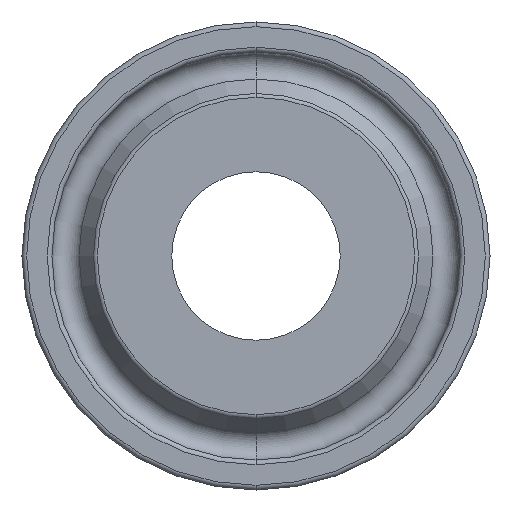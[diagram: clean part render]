
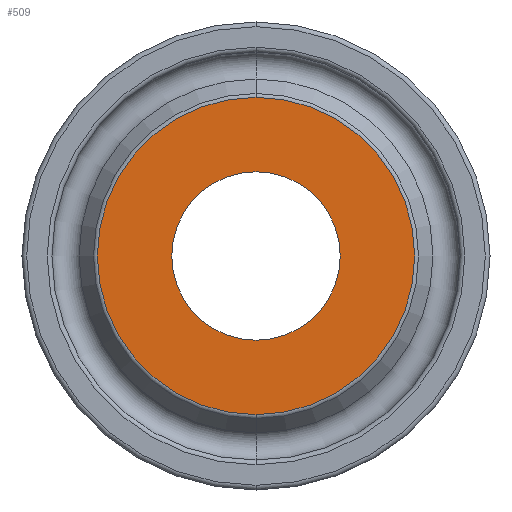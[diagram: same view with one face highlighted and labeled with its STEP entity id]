
A CAD part, front view. The second image highlights one B-rep face of the part: STEP entity #509.
In plain terms, the highlighted planar face has unit normal (0, -1, 0).
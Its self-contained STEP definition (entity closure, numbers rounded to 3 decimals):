
#12 = VERTEX_POINT ( 'NONE', #950 ) ;
#25 = CARTESIAN_POINT ( 'NONE',  ( 0., 0.8, 0. ) ) ;
#38 = CIRCLE ( 'NONE', #137, 8.475 ) ;
#45 = EDGE_CURVE ( 'NONE', #721, #624, #38, .T. ) ;
#105 = CARTESIAN_POINT ( 'NONE',  ( 8.603, 0.8, 0. ) ) ;
#117 = CIRCLE ( 'NONE', #769, 8.475 ) ;
#123 = DIRECTION ( 'NONE',  ( 0., -1., 0. ) ) ;
#133 = CARTESIAN_POINT ( 'NONE',  ( 0., 0.8, 0. ) ) ;
#137 = AXIS2_PLACEMENT_3D ( 'NONE', #25, #643, #1058 ) ;
#184 = EDGE_CURVE ( 'NONE', #268, #12, #1190, .T. ) ;
#193 = EDGE_LOOP ( 'NONE', ( #380, #223 ) ) ;
#223 = ORIENTED_EDGE ( 'NONE', *, *, #45, .T. ) ;
#268 = VERTEX_POINT ( 'NONE', #889 ) ;
#277 = CIRCLE ( 'NONE', #630, 4.5 ) ;
#299 = FACE_BOUND ( 'NONE', #1325, .T. ) ;
#380 = ORIENTED_EDGE ( 'NONE', *, *, #544, .T. ) ;
#437 = CARTESIAN_POINT ( 'NONE',  ( 0., 0.8, 0. ) ) ;
#499 = ORIENTED_EDGE ( 'NONE', *, *, #184, .T. ) ;
#509 = ADVANCED_FACE ( 'NONE', ( #1037, #299 ), #716, .F. ) ;
#544 = EDGE_CURVE ( 'NONE', #624, #721, #117, .T. ) ;
#624 = VERTEX_POINT ( 'NONE', #885 ) ;
#630 = AXIS2_PLACEMENT_3D ( 'NONE', #901, #817, #1123 ) ;
#643 = DIRECTION ( 'NONE',  ( 0., -1., 0. ) ) ;
#716 = PLANE ( 'NONE',  #839 ) ;
#721 = VERTEX_POINT ( 'NONE', #932 ) ;
#753 = DIRECTION ( 'NONE',  ( 0., 1., 0. ) ) ;
#769 = AXIS2_PLACEMENT_3D ( 'NONE', #437, #123, #893 ) ;
#774 = EDGE_CURVE ( 'NONE', #12, #268, #277, .T. ) ;
#817 = DIRECTION ( 'NONE',  ( 0., 1., 0. ) ) ;
#839 = AXIS2_PLACEMENT_3D ( 'NONE', #105, #1049, #948 ) ;
#885 = CARTESIAN_POINT ( 'NONE',  ( 0., 0.8, 8.475 ) ) ;
#889 = CARTESIAN_POINT ( 'NONE',  ( 0., 0.8, 4.5 ) ) ;
#893 = DIRECTION ( 'NONE',  ( 0., 0., 1. ) ) ;
#901 = CARTESIAN_POINT ( 'NONE',  ( 0., 0.8, 0. ) ) ;
#932 = CARTESIAN_POINT ( 'NONE',  ( 0., 0.8, -8.475 ) ) ;
#948 = DIRECTION ( 'NONE',  ( 0., 0., 1. ) ) ;
#950 = CARTESIAN_POINT ( 'NONE',  ( 0., 0.8, -4.5 ) ) ;
#982 = AXIS2_PLACEMENT_3D ( 'NONE', #133, #753, #1163 ) ;
#1037 = FACE_OUTER_BOUND ( 'NONE', #193, .T. ) ;
#1049 = DIRECTION ( 'NONE',  ( 0., 1., 0. ) ) ;
#1058 = DIRECTION ( 'NONE',  ( 0., 0., 1. ) ) ;
#1123 = DIRECTION ( 'NONE',  ( 0., 0., 1. ) ) ;
#1163 = DIRECTION ( 'NONE',  ( 0., 0., 1. ) ) ;
#1164 = ORIENTED_EDGE ( 'NONE', *, *, #774, .T. ) ;
#1190 = CIRCLE ( 'NONE', #982, 4.5 ) ;
#1325 = EDGE_LOOP ( 'NONE', ( #1164, #499 ) ) ;
